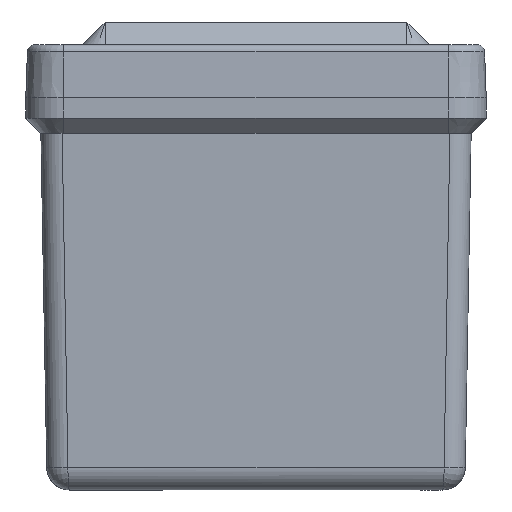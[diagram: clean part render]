
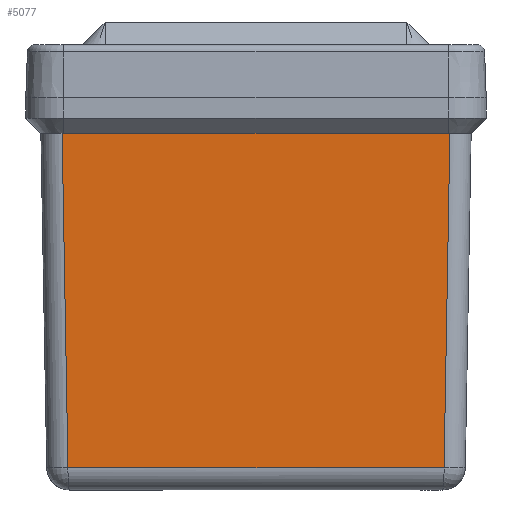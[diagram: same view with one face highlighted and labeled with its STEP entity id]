
A CAD part, front view. The second image highlights one B-rep face of the part: STEP entity #5077.
In plain terms, the highlighted face is planar.
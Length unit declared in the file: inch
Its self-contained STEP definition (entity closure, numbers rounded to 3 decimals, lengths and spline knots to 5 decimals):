
#273=LINE($,#8678,#669);
#274=LINE($,#8681,#670);
#275=LINE($,#8683,#671);
#276=LINE($,#8685,#672);
#277=LINE($,#8687,#673);
#278=LINE($,#8688,#674);
#669=VECTOR($,#6476,3.11411);
#670=VECTOR($,#6479,2.76912);
#671=VECTOR($,#6480,0.01163);
#672=VECTOR($,#6481,3.1875);
#673=VECTOR($,#6482,0.01163);
#674=VECTOR($,#6483,2.76912);
#1264=FACE_OUTER_BOUND($,#1586,.T.);
#1586=EDGE_LOOP($,(#3802,#3803,#3804,#3805,#3806,#3807));
#2278=VERTEX_POINT($,#8333);
#2280=VERTEX_POINT($,#8559);
#2282=VERTEX_POINT($,#8680);
#2283=VERTEX_POINT($,#8682);
#2284=VERTEX_POINT($,#8684);
#2285=VERTEX_POINT($,#8686);
#2853=EDGE_CURVE($,#2280,#2278,#273,.T.);
#2854=EDGE_CURVE($,#2282,#2280,#274,.T.);
#2855=EDGE_CURVE($,#2282,#2283,#275,.T.);
#2856=EDGE_CURVE($,#2284,#2283,#276,.T.);
#2857=EDGE_CURVE($,#2284,#2285,#277,.T.);
#2858=EDGE_CURVE($,#2278,#2285,#278,.T.);
#3802=ORIENTED_EDGE($,*,*,#2853,.F.);
#3803=ORIENTED_EDGE($,*,*,#2854,.F.);
#3804=ORIENTED_EDGE($,*,*,#2855,.T.);
#3805=ORIENTED_EDGE($,*,*,#2856,.F.);
#3806=ORIENTED_EDGE($,*,*,#2857,.T.);
#3807=ORIENTED_EDGE($,*,*,#2858,.F.);
#4877=PLANE($,#5501);
#5077=ADVANCED_FACE($,(#1264),#4877,.T.);
#5501=AXIS2_PLACEMENT_3D($,#8679,#6477,#6478);
#6476=DIRECTION($,(-1.,0.,0.));
#6477=DIRECTION('center_axis',(0.,-0.017,1.));
#6478=DIRECTION('ref_axis',(-1.,0.,0.));
#6479=DIRECTION($,(-0.017,-1.,-0.017));
#6480=DIRECTION($,(-1.,0.,0.));
#6481=DIRECTION($,(1.,0.,0.));
#6482=DIRECTION($,(-1.,0.,0.));
#6483=DIRECTION($,(-0.017,1.,0.017));
#8333=CARTESIAN_POINT('',(-1.55706,0.18423,3.13918));
#8559=CARTESIAN_POINT('',(1.55706,0.18423,3.13918));
#8678=CARTESIAN_POINT($,(1.55706,0.18423,3.13918));
#8679=CARTESIAN_POINT('Origin',(1.59375,2.9525,3.1875));
#8680=CARTESIAN_POINT('',(1.60538,2.9525,3.1875));
#8681=CARTESIAN_POINT($,(1.60538,2.9525,3.1875));
#8682=CARTESIAN_POINT('',(1.59375,2.9525,3.1875));
#8683=CARTESIAN_POINT($,(1.60538,2.9525,3.1875));
#8684=CARTESIAN_POINT('',(-1.59375,2.9525,3.1875));
#8685=CARTESIAN_POINT($,(-1.59375,2.9525,3.1875));
#8686=CARTESIAN_POINT('',(-1.60538,2.9525,3.1875));
#8687=CARTESIAN_POINT($,(-1.59375,2.9525,3.1875));
#8688=CARTESIAN_POINT($,(-1.55706,0.18423,3.13918));
